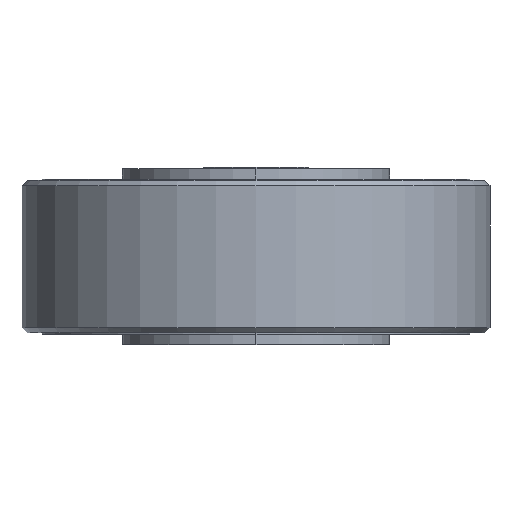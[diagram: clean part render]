
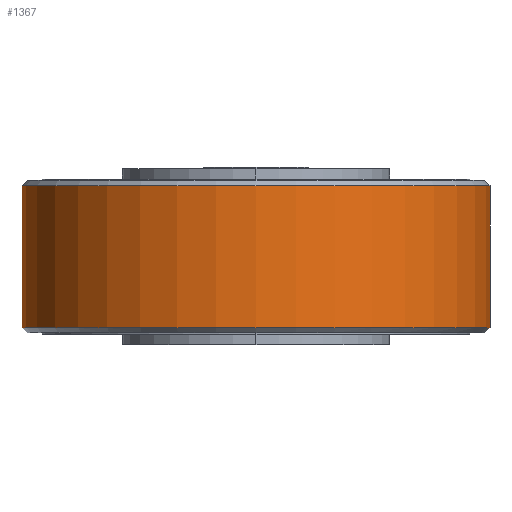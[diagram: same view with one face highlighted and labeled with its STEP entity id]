
A CAD part, front view. The second image highlights one B-rep face of the part: STEP entity #1367.
In plain terms, the highlighted cylindrical face has radius 87.5 mm (diameter 175 mm), a partial arc.
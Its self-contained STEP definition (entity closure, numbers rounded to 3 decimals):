
#1024=CARTESIAN_POINT('',(26.5,85.5,-18.601));
#1025=VERTEX_POINT('',#1024);
#1041=CARTESIAN_POINT('',(-26.5,85.5,-18.601));
#1042=VERTEX_POINT('',#1041);
#1043=CARTESIAN_POINT('',(-26.5,85.5,-18.601));
#1044=DIRECTION('',(1.0,0.0,0.0));
#1045=VECTOR('',#1044,53.);
#1046=LINE('',#1043,#1045);
#1047=EDGE_CURVE('',#1042,#1025,#1046,.T.);
#1064=CARTESIAN_POINT('',(-26.5,85.5,18.601));
#1065=VERTEX_POINT('',#1064);
#1079=CARTESIAN_POINT('',(26.5,85.5,18.601));
#1080=VERTEX_POINT('',#1079);
#1081=CARTESIAN_POINT('',(26.5,85.5,18.601));
#1082=DIRECTION('',(-1.0,0.0,0.0));
#1083=VECTOR('',#1082,53.);
#1084=LINE('',#1081,#1083);
#1085=EDGE_CURVE('',#1080,#1065,#1084,.T.);
#1340=CARTESIAN_POINT('',(26.5,0.,0.0));
#1341=DIRECTION('',(-1.0,0.0,0.0));
#1342=DIRECTION('',(0.0,-1.0,0.0));
#1343=AXIS2_PLACEMENT_3D('',#1340,#1341,#1342);
#1344=CIRCLE('',#1343,87.5);
#1345=EDGE_CURVE('',#1025,#1080,#1344,.T.);
#1350=CARTESIAN_POINT('',(0.,0.,0.0));
#1351=DIRECTION('',(-1.0,0.,0.0));
#1352=DIRECTION('',(0.0,-1.0,0.0));
#1353=AXIS2_PLACEMENT_3D('',#1350,#1351,#1352);
#1354=CYLINDRICAL_SURFACE('',#1353,87.5);
#1355=ORIENTED_EDGE('',*,*,#1047,.T.);
#1356=ORIENTED_EDGE('',*,*,#1345,.T.);
#1357=ORIENTED_EDGE('',*,*,#1085,.T.);
#1358=CARTESIAN_POINT('',(-26.5,0.,0.0));
#1359=DIRECTION('',(-1.0,0.0,0.0));
#1360=DIRECTION('',(0.0,-1.0,0.0));
#1361=AXIS2_PLACEMENT_3D('',#1358,#1359,#1360);
#1362=CIRCLE('',#1361,87.5);
#1363=EDGE_CURVE('',#1042,#1065,#1362,.T.);
#1364=ORIENTED_EDGE('',*,*,#1363,.F.);
#1365=EDGE_LOOP('',(#1355,#1356,#1357,#1364));
#1366=FACE_OUTER_BOUND('',#1365,.T.);
#1367=ADVANCED_FACE('',(#1366),#1354,.T.);
